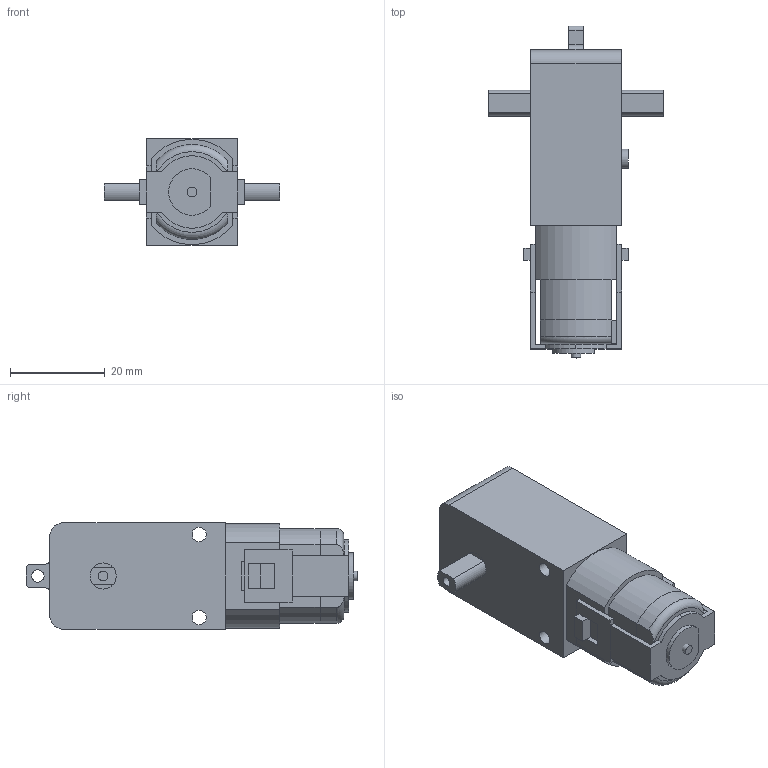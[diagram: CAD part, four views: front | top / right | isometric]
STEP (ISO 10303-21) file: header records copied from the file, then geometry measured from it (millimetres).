
FILE_DESCRIPTION(('FreeCAD Model'),'2;1');
FILE_NAME('Open CASCADE Shape Model','2022-08-03T14:21:57',(''),(''), 'Open CASCADE STEP processor 7.6','FreeCAD','Unknown');
FILE_SCHEMA(('AUTOMOTIVE_DESIGN { 1 0 10303 214 1 1 1 1 }'));
Length unit declared in the file: millimetre
Products named in the file (9): Yellow gearmotor straight; Motor; Metal; Plastic; Axis; Box; Yellow; White; Transparent
Assembly tree (8 placements, depth 3):
  Yellow gearmotor straight
    Motor
      Metal
      Plastic
      Axis
    Box
      Yellow
      White
      Transparent
Bounding box: 37 x 70 x 22.5 mm (x, y, z)
Volume: 24206.4 mm3; surface area: 11069.3 mm2
Topology: 6 solids, 6 shells, 131 faces, 332 edges, 220 vertices
Faces by surface type: plane 100, cylinder 29, torus 2
Full cylindrical faces by diameter (mm): 2 x3, 2.6 x1, 3 x2, 4 x1, 5.5 x2
Entity records: 8812 total; most frequent: CARTESIAN_POINT 1758, DIRECTION 1315, LINE 850, VECTOR 850, ORIENTED_EDGE 664, PCURVE 664, DEFINITIONAL_REPRESENTATION 664, EDGE_CURVE 332
